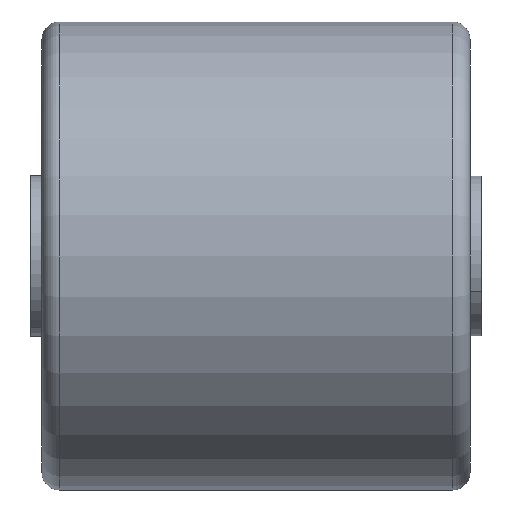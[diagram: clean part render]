
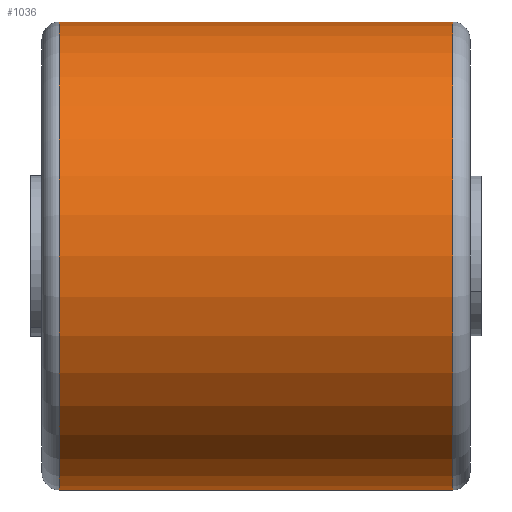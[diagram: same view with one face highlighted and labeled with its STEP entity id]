
A CAD part, front view. The second image highlights one B-rep face of the part: STEP entity #1036.
In plain terms, the highlighted cylindrical face has radius 41 mm (diameter 82 mm), a partial arc.
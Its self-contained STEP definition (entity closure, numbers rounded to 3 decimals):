
#11 = VERTEX_POINT ( 'NONE', #751 ) ;
#32 = CARTESIAN_POINT ( 'NONE',  ( 0., 0., 0. ) ) ;
#52 = EDGE_CURVE ( 'NONE', #309, #2115, #1739, .T. ) ;
#195 = EDGE_CURVE ( 'NONE', #2115, #11, #2298, .T. ) ;
#309 = VERTEX_POINT ( 'NONE', #360 ) ;
#360 = CARTESIAN_POINT ( 'NONE',  ( 72., 0., -41. ) ) ;
#361 = VERTEX_POINT ( 'NONE', #913 ) ;
#389 = DIRECTION ( 'NONE',  ( 0., 0., 1. ) ) ;
#393 = ORIENTED_EDGE ( 'NONE', *, *, #1319, .F. ) ;
#475 = AXIS2_PLACEMENT_3D ( 'NONE', #1223, #1661, #1094 ) ;
#581 = FACE_OUTER_BOUND ( 'NONE', #889, .T. ) ;
#584 = DIRECTION ( 'NONE',  ( -1., 0., 0. ) ) ;
#751 = CARTESIAN_POINT ( 'NONE',  ( 3., 0., 41. ) ) ;
#823 = CARTESIAN_POINT ( 'NONE',  ( 72., 0., 41. ) ) ;
#877 = CARTESIAN_POINT ( 'NONE',  ( 0., 0., 41. ) ) ;
#889 = EDGE_LOOP ( 'NONE', ( #393, #1138, #1411, #1532 ) ) ;
#913 = CARTESIAN_POINT ( 'NONE',  ( 3., 0., -41. ) ) ;
#990 = CARTESIAN_POINT ( 'NONE',  ( 72., 0., 0. ) ) ;
#1036 = ADVANCED_FACE ( 'NONE', ( #581 ), #2247, .T. ) ;
#1051 = DIRECTION ( 'NONE',  ( -1., 0., 0. ) ) ;
#1094 = DIRECTION ( 'NONE',  ( 0., 0., -1. ) ) ;
#1138 = ORIENTED_EDGE ( 'NONE', *, *, #52, .T. ) ;
#1170 = DIRECTION ( 'NONE',  ( 0., 0., 1. ) ) ;
#1202 = AXIS2_PLACEMENT_3D ( 'NONE', #990, #2286, #1170 ) ;
#1221 = CIRCLE ( 'NONE', #475, 41. ) ;
#1223 = CARTESIAN_POINT ( 'NONE',  ( 3., 0., 0. ) ) ;
#1319 = EDGE_CURVE ( 'NONE', #309, #361, #2243, .T. ) ;
#1325 = VECTOR ( 'NONE', #1976, 1000. ) ;
#1411 = ORIENTED_EDGE ( 'NONE', *, *, #195, .T. ) ;
#1532 = ORIENTED_EDGE ( 'NONE', *, *, #1583, .T. ) ;
#1583 = EDGE_CURVE ( 'NONE', #11, #361, #1221, .T. ) ;
#1661 = DIRECTION ( 'NONE',  ( 1., 0., 0. ) ) ;
#1739 = CIRCLE ( 'NONE', #1202, 41. ) ;
#1751 = CARTESIAN_POINT ( 'NONE',  ( 0., 0., -41. ) ) ;
#1804 = VECTOR ( 'NONE', #1051, 1000. ) ;
#1976 = DIRECTION ( 'NONE',  ( -1., 0., 0. ) ) ;
#2115 = VERTEX_POINT ( 'NONE', #823 ) ;
#2243 = LINE ( 'NONE', #1751, #1804 ) ;
#2247 = CYLINDRICAL_SURFACE ( 'NONE', #2266, 41. ) ;
#2266 = AXIS2_PLACEMENT_3D ( 'NONE', #32, #584, #389 ) ;
#2286 = DIRECTION ( 'NONE',  ( -1., 0., 0. ) ) ;
#2298 = LINE ( 'NONE', #877, #1325 ) ;
